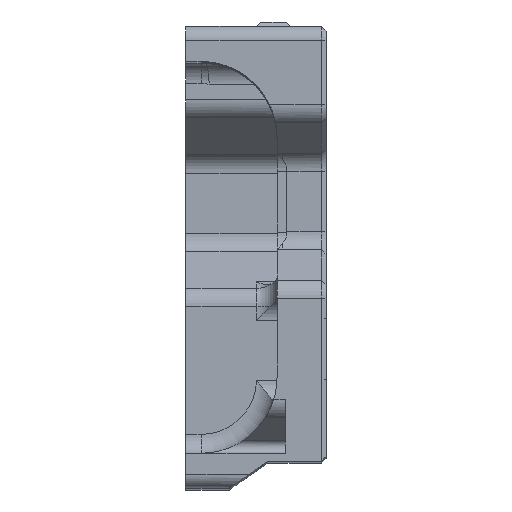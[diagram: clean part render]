
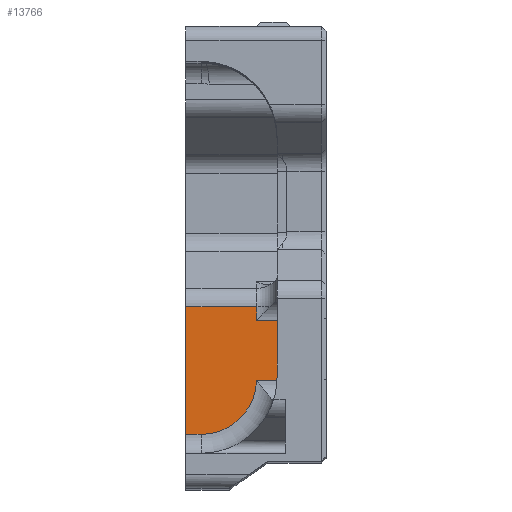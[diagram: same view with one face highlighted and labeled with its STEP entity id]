
A CAD part, top view. The second image highlights one B-rep face of the part: STEP entity #13766.
In plain terms, the highlighted planar face has unit normal (0, 0, 1).
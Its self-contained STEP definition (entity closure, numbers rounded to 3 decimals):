
#716=CIRCLE('',#14852,4.75);
#1661=FACE_OUTER_BOUND('',#2458,.T.);
#2458=EDGE_LOOP('',(#11662,#11663,#11664,#11665,#11666,#11667,#11668,#11669));
#3772=LINE('',#23863,#5105);
#3775=LINE('',#23880,#5108);
#3788=LINE('',#23943,#5121);
#3789=LINE('',#23945,#5122);
#3790=LINE('',#23947,#5123);
#3791=LINE('',#23948,#5124);
#3792=LINE('',#23949,#5125);
#5105=VECTOR('',#18602,1000.);
#5108=VECTOR('',#18625,1000.);
#5121=VECTOR('',#18682,1000.);
#5122=VECTOR('',#18683,1000.);
#5123=VECTOR('',#18684,1000.);
#5124=VECTOR('',#18685,1000.);
#5125=VECTOR('',#18686,1000.);
#6315=VERTEX_POINT('',#22943);
#6316=VERTEX_POINT('',#22945);
#6371=VERTEX_POINT('',#23198);
#6653=VERTEX_POINT('',#23860);
#6654=VERTEX_POINT('',#23862);
#6668=VERTEX_POINT('',#23942);
#6669=VERTEX_POINT('',#23944);
#6670=VERTEX_POINT('',#23946);
#7962=EDGE_CURVE('',#6315,#6316,#716,.T.);
#8412=EDGE_CURVE('',#6654,#6653,#3772,.T.);
#8419=EDGE_CURVE('',#6653,#6315,#3775,.T.);
#8442=EDGE_CURVE('',#6316,#6668,#3788,.T.);
#8443=EDGE_CURVE('',#6668,#6669,#3789,.T.);
#8444=EDGE_CURVE('',#6669,#6670,#3790,.T.);
#8445=EDGE_CURVE('',#6670,#6371,#3791,.T.);
#8446=EDGE_CURVE('',#6654,#6371,#3792,.T.);
#11662=ORIENTED_EDGE('',*,*,#8442,.T.);
#11663=ORIENTED_EDGE('',*,*,#8443,.T.);
#11664=ORIENTED_EDGE('',*,*,#8444,.T.);
#11665=ORIENTED_EDGE('',*,*,#8445,.T.);
#11666=ORIENTED_EDGE('',*,*,#8446,.F.);
#11667=ORIENTED_EDGE('',*,*,#8412,.T.);
#11668=ORIENTED_EDGE('',*,*,#8419,.T.);
#11669=ORIENTED_EDGE('',*,*,#7962,.T.);
#13131=PLANE('',#15168);
#13766=ADVANCED_FACE('',(#1661),#13131,.F.);
#14852=AXIS2_PLACEMENT_3D('',#22958,#17774,#17775);
#15168=AXIS2_PLACEMENT_3D('',#23941,#18680,#18681);
#17774=DIRECTION('center_axis',(0.,0.,1.));
#17775=DIRECTION('ref_axis',(-1.,0.,0.));
#18602=DIRECTION('',(0.,-1.,0.));
#18625=DIRECTION('',(1.,0.,0.));
#18680=DIRECTION('center_axis',(0.,0.,-1.));
#18681=DIRECTION('ref_axis',(-1.,0.,0.));
#18682=DIRECTION('',(1.,0.,0.));
#18683=DIRECTION('',(0.,1.,0.));
#18684=DIRECTION('',(-1.,0.,0.));
#18685=DIRECTION('',(0.,1.,0.));
#18686=DIRECTION('',(1.,0.,0.));
#22943=CARTESIAN_POINT('',(52.735,-109.741,-154.597));
#22945=CARTESIAN_POINT('',(57.482,-105.155,-154.597));
#22958=CARTESIAN_POINT('Origin',(52.735,-104.991,-154.597));
#23198=CARTESIAN_POINT('',(57.485,-98.821,-154.597));
#23860=CARTESIAN_POINT('',(51.435,-109.741,-154.597));
#23862=CARTESIAN_POINT('',(51.435,-98.821,-154.597));
#23863=CARTESIAN_POINT('',(51.435,-98.948,-154.597));
#23880=CARTESIAN_POINT('',(52.735,-109.741,-154.597));
#23941=CARTESIAN_POINT('Origin',(63.438,-98.948,-154.597));
#23942=CARTESIAN_POINT('',(63.035,-105.155,-154.597));
#23943=CARTESIAN_POINT('',(63.435,-105.155,-154.597));
#23944=CARTESIAN_POINT('',(63.035,-99.987,-154.597));
#23945=CARTESIAN_POINT('',(63.035,-98.948,-154.597));
#23946=CARTESIAN_POINT('',(57.485,-99.987,-154.597));
#23947=CARTESIAN_POINT('',(51.435,-99.987,-154.597));
#23948=CARTESIAN_POINT('',(57.485,-98.821,-154.597));
#23949=CARTESIAN_POINT('',(51.435,-98.821,-154.597));
